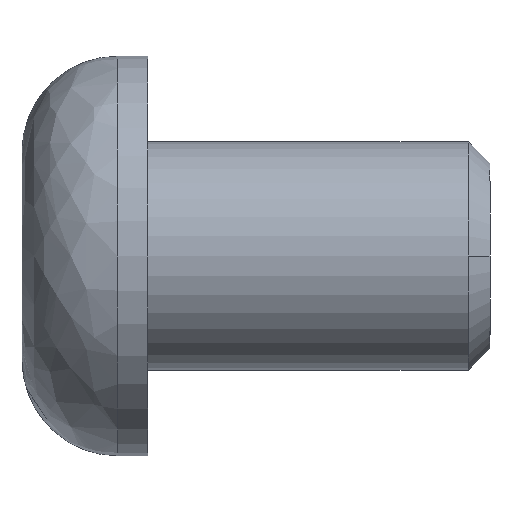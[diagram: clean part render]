
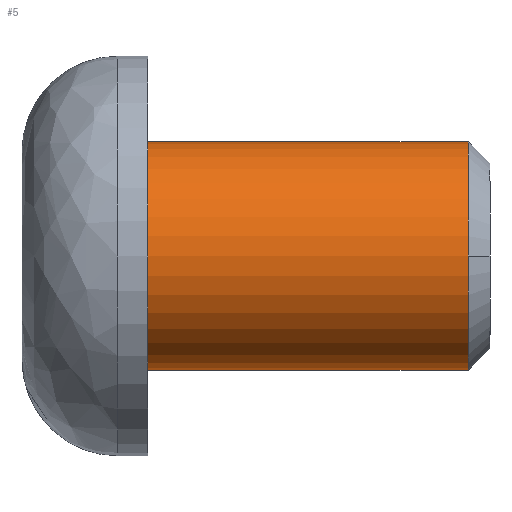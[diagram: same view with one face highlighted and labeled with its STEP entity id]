
A CAD part, front view. The second image highlights one B-rep face of the part: STEP entity #5.
In plain terms, the highlighted cylindrical face has radius 4 mm (diameter 8 mm), a partial arc.
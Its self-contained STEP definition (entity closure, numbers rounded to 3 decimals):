
#4 = CARTESIAN_POINT ( 'NONE',  ( 10.25, 0., -4. ) ) ;
#5 = ADVANCED_FACE ( 'NONE', ( #565 ), #582, .T. ) ;
#6 = DIRECTION ( 'NONE',  ( 1., 0., 0. ) ) ;
#15 = CARTESIAN_POINT ( 'NONE',  ( 11.233, 0., 4. ) ) ;
#31 = ORIENTED_EDGE ( 'NONE', *, *, #198, .T. ) ;
#34 = DIRECTION ( 'NONE',  ( 0., 0., -1. ) ) ;
#46 = VERTEX_POINT ( 'NONE', #231 ) ;
#52 = ORIENTED_EDGE ( 'NONE', *, *, #230, .F. ) ;
#80 = DIRECTION ( 'NONE',  ( 1., 0., 0. ) ) ;
#120 = CARTESIAN_POINT ( 'NONE',  ( 11.233, 0., 0. ) ) ;
#145 = VECTOR ( 'NONE', #591, 1000. ) ;
#149 = CARTESIAN_POINT ( 'NONE',  ( 11.233, -4., 0. ) ) ;
#192 = VECTOR ( 'NONE', #6, 1000. ) ;
#197 = VERTEX_POINT ( 'NONE', #149 ) ;
#198 = EDGE_CURVE ( 'NONE', #280, #46, #259, .T. ) ;
#230 = EDGE_CURVE ( 'NONE', #261, #334, #483, .T. ) ;
#231 = CARTESIAN_POINT ( 'NONE',  ( 11.233, 0., -4. ) ) ;
#233 = DIRECTION ( 'NONE',  ( 0., 0., -1. ) ) ;
#238 = CARTESIAN_POINT ( 'NONE',  ( 0., 0., -4. ) ) ;
#245 = EDGE_LOOP ( 'NONE', ( #52, #369, #31, #559, #623 ) ) ;
#259 = LINE ( 'NONE', #4, #192 ) ;
#261 = VERTEX_POINT ( 'NONE', #479 ) ;
#279 = CARTESIAN_POINT ( 'NONE',  ( 10.25, 0., 4. ) ) ;
#280 = VERTEX_POINT ( 'NONE', #238 ) ;
#310 = CARTESIAN_POINT ( 'NONE',  ( 0., 0., 0. ) ) ;
#334 = VERTEX_POINT ( 'NONE', #15 ) ;
#347 = AXIS2_PLACEMENT_3D ( 'NONE', #550, #557, #459 ) ;
#355 = DIRECTION ( 'NONE',  ( 0., 0., -1. ) ) ;
#369 = ORIENTED_EDGE ( 'NONE', *, *, #547, .T. ) ;
#399 = AXIS2_PLACEMENT_3D ( 'NONE', #583, #471, #233 ) ;
#403 = AXIS2_PLACEMENT_3D ( 'NONE', #120, #606, #355 ) ;
#448 = EDGE_CURVE ( 'NONE', #197, #334, #552, .T. ) ;
#459 = DIRECTION ( 'NONE',  ( 0., 0., -1. ) ) ;
#471 = DIRECTION ( 'NONE',  ( 1., 0., 0. ) ) ;
#473 = EDGE_CURVE ( 'NONE', #46, #197, #598, .T. ) ;
#479 = CARTESIAN_POINT ( 'NONE',  ( 0., 0., 4. ) ) ;
#481 = CIRCLE ( 'NONE', #584, 4. ) ;
#483 = LINE ( 'NONE', #279, #145 ) ;
#547 = EDGE_CURVE ( 'NONE', #261, #280, #481, .T. ) ;
#550 = CARTESIAN_POINT ( 'NONE',  ( 11.233, 0., 0. ) ) ;
#552 = CIRCLE ( 'NONE', #403, 4. ) ;
#557 = DIRECTION ( 'NONE',  ( -1., 0., 0. ) ) ;
#559 = ORIENTED_EDGE ( 'NONE', *, *, #473, .T. ) ;
#565 = FACE_OUTER_BOUND ( 'NONE', #245, .T. ) ;
#582 = CYLINDRICAL_SURFACE ( 'NONE', #399, 4. ) ;
#583 = CARTESIAN_POINT ( 'NONE',  ( 10.25, 0., 0. ) ) ;
#584 = AXIS2_PLACEMENT_3D ( 'NONE', #310, #80, #34 ) ;
#591 = DIRECTION ( 'NONE',  ( 1., 0., 0. ) ) ;
#598 = CIRCLE ( 'NONE', #347, 4. ) ;
#606 = DIRECTION ( 'NONE',  ( -1., 0., 0. ) ) ;
#623 = ORIENTED_EDGE ( 'NONE', *, *, #448, .T. ) ;
